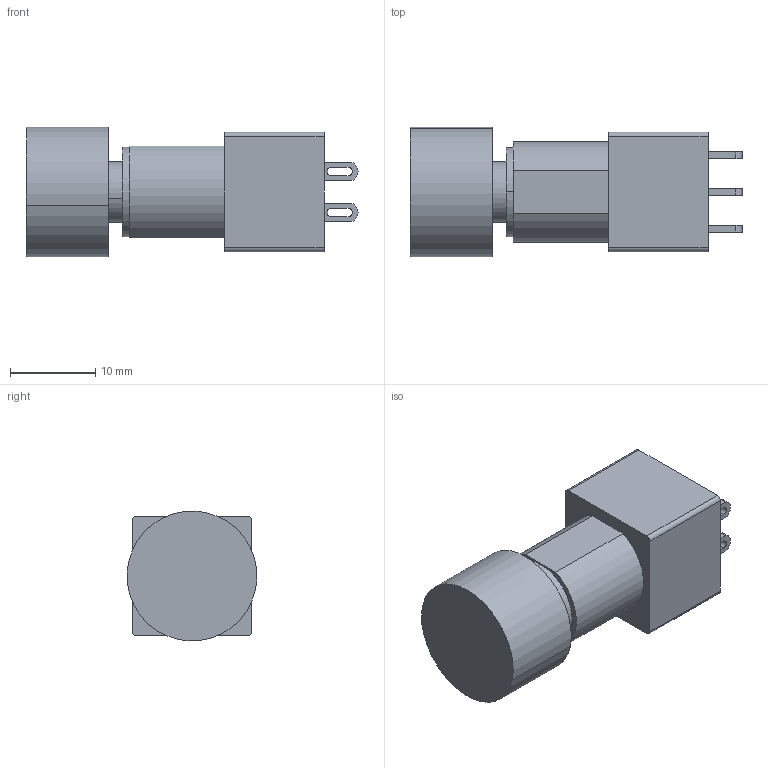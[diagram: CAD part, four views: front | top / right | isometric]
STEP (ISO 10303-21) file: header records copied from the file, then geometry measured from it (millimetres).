
FILE_DESCRIPTION (( 'STEP AP203' ), '1' );
FILE_NAME ('MPG206R.STEP', '2017-02-21T11:02:16', ( '' ), ( '' ), 'SwSTEP 2.0', 'SolidWorks 2011', '' );
FILE_SCHEMA (( 'CONFIG_CONTROL_DESIGN' ));
Length unit declared in the file: inch
Products named in the file (3): MPG206R; MPG206R(1); MPG206R(2)
Assembly tree (2 placements, depth 2):
  MPG206R
    MPG206R(2)
    MPG206R(1)
Bounding box: 38.99 x 15.23 x 15.23 mm (x, y, z)
Volume: 5254 mm3; surface area: 2753.9 mm2
Topology: 2 solids, 2 shells, 87 faces, 222 edges, 148 vertices
Faces by surface type: plane 53, cylinder 34
Entity records: 2979 total; most frequent: DIRECTION 474, CARTESIAN_POINT 462, ORIENTED_EDGE 444, EDGE_CURVE 222, AXIS2_PLACEMENT_3D 160, LINE 154, VECTOR 154, VERTEX_POINT 148
